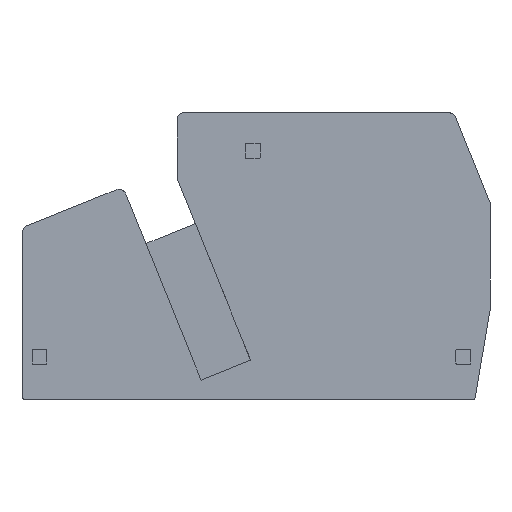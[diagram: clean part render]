
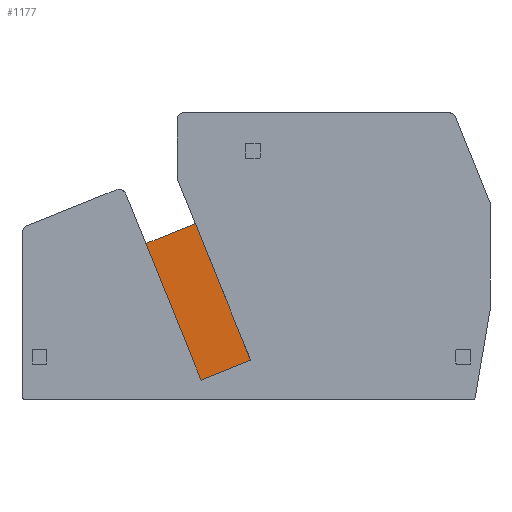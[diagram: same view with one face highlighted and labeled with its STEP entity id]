
A CAD part, left-side view. The second image highlights one B-rep face of the part: STEP entity #1177.
In plain terms, the highlighted planar face has unit normal (-1, 0, 0).
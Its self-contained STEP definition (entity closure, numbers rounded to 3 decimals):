
#1165=AXIS2_PLACEMENT_3D('Plane Axis2P3D',#1162,#1163,#1164) ;
#218=CARTESIAN_POINT('Vertex',(4.8,31.414,5.135)) ;
#260=CARTESIAN_POINT('Vertex',(4.8,38.647,23.037)) ;
#263=CARTESIAN_POINT('Line Origine',(4.8,35.031,14.086)) ;
#290=CARTESIAN_POINT('Vertex',(4.8,37.905,2.513)) ;
#298=CARTESIAN_POINT('Line Origine',(4.8,34.66,3.824)) ;
#343=CARTESIAN_POINT('Line Origine',(4.8,41.521,11.464)) ;
#347=CARTESIAN_POINT('Vertex',(4.8,45.138,20.415)) ;
#1162=CARTESIAN_POINT('Axis2P3D Location',(4.8,35.034,-1.219)) ;
#1168=CARTESIAN_POINT('Control Point',(4.8,45.138,20.415)) ;
#1169=CARTESIAN_POINT('Control Point',(4.8,38.647,23.037)) ;
#264=DIRECTION('Vector Direction',(0.,-0.375,-0.927)) ;
#299=DIRECTION('Vector Direction',(0.,-0.927,0.375)) ;
#344=DIRECTION('Vector Direction',(0.,0.375,0.927)) ;
#1163=DIRECTION('Axis2P3D Direction',(-1.,0.,0.)) ;
#1164=DIRECTION('Axis2P3D XDirection',(0.,-1.,0.)) ;
#265=VECTOR('Line Direction',#264,1.) ;
#300=VECTOR('Line Direction',#299,1.) ;
#345=VECTOR('Line Direction',#344,1.) ;
#1172=ORIENTED_EDGE('',*,*,#349,.F.) ;
#1173=ORIENTED_EDGE('',*,*,#302,.T.) ;
#1174=ORIENTED_EDGE('',*,*,#267,.F.) ;
#1175=ORIENTED_EDGE('',*,*,#1170,.T.) ;
#1177=ADVANCED_FACE('Koerper.2',(#1176),#1166,.T.) ;
#1167=B_SPLINE_CURVE_WITH_KNOTS('',1,(#1168,#1169),.UNSPECIFIED.,.F.,.U.,(2,2),(0.,7.),.UNSPECIFIED.) ;
#267=EDGE_CURVE('',#261,#219,#266,.T.) ;
#302=EDGE_CURVE('',#291,#219,#301,.T.) ;
#349=EDGE_CURVE('',#291,#348,#346,.T.) ;
#1170=EDGE_CURVE('',#261,#348,#1167,.F.) ;
#1171=EDGE_LOOP('',(#1172,#1173,#1174,#1175)) ;
#1176=FACE_OUTER_BOUND('',#1171,.T.) ;
#266=LINE('Line',#263,#265) ;
#301=LINE('Line',#298,#300) ;
#346=LINE('Line',#343,#345) ;
#1166=PLANE('',#1165) ;
#219=VERTEX_POINT('',#218) ;
#261=VERTEX_POINT('',#260) ;
#291=VERTEX_POINT('',#290) ;
#348=VERTEX_POINT('',#347) ;
